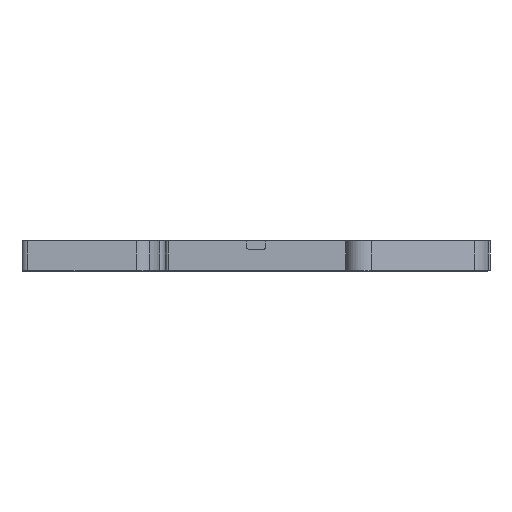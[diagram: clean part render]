
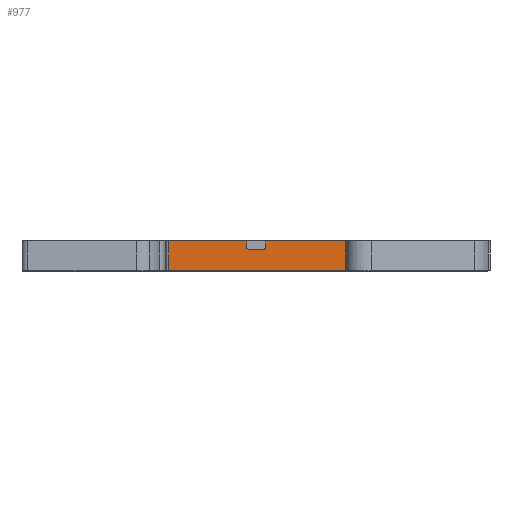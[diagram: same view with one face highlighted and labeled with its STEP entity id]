
A CAD part, front view. The second image highlights one B-rep face of the part: STEP entity #977.
In plain terms, the highlighted planar face has unit normal (0, -1, 0).
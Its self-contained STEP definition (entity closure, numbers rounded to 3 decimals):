
#23 = DIRECTION ( 'NONE',  ( -1., 0., 0. ) ) ;
#275 = EDGE_CURVE ( 'NONE', #10099, #5659, #18217, .T. ) ;
#344 = VERTEX_POINT ( 'NONE', #13646 ) ;
#864 = ORIENTED_EDGE ( 'NONE', *, *, #275, .F. ) ;
#977 = ADVANCED_FACE ( 'NONE', ( #21313 ), #8622, .F. ) ;
#1005 = VERTEX_POINT ( 'NONE', #9702 ) ;
#1017 = DIRECTION ( 'NONE',  ( 0., 0., 1. ) ) ;
#1155 = ORIENTED_EDGE ( 'NONE', *, *, #17465, .F. ) ;
#2012 = ORIENTED_EDGE ( 'NONE', *, *, #21048, .F. ) ;
#2548 = AXIS2_PLACEMENT_3D ( 'NONE', #15827, #7182, #23 ) ;
#2774 = VERTEX_POINT ( 'NONE', #13155 ) ;
#2997 = CARTESIAN_POINT ( 'NONE',  ( -14.794, 0., 0.15 ) ) ;
#3096 = CIRCLE ( 'NONE', #11820, 0.5 ) ;
#3465 = EDGE_CURVE ( 'NONE', #12228, #5598, #12512, .T. ) ;
#3652 = LINE ( 'NONE', #20713, #19693 ) ;
#3688 = ORIENTED_EDGE ( 'NONE', *, *, #3465, .F. ) ;
#3983 = DIRECTION ( 'NONE',  ( 0., 0., -1. ) ) ;
#4113 = CARTESIAN_POINT ( 'NONE',  ( -1.272, 0., 3.65 ) ) ;
#4551 = CARTESIAN_POINT ( 'NONE',  ( -1.272, 0., 3.65 ) ) ;
#5497 = CARTESIAN_POINT ( 'NONE',  ( -15.352, 0., 5.15 ) ) ;
#5598 = VERTEX_POINT ( 'NONE', #11992 ) ;
#5659 = VERTEX_POINT ( 'NONE', #15406 ) ;
#5700 = CARTESIAN_POINT ( 'NONE',  ( 0.928, 0., 4.15 ) ) ;
#5896 = EDGE_CURVE ( 'NONE', #12751, #344, #6402, .T. ) ;
#6068 = ORIENTED_EDGE ( 'NONE', *, *, #6659, .F. ) ;
#6221 = CARTESIAN_POINT ( 'NONE',  ( -1.772, 0., 4.15 ) ) ;
#6402 = LINE ( 'NONE', #16646, #15228 ) ;
#6659 = EDGE_CURVE ( 'NONE', #17477, #10401, #9653, .T. ) ;
#7182 = DIRECTION ( 'NONE',  ( 0., -1., 0. ) ) ;
#7354 = ORIENTED_EDGE ( 'NONE', *, *, #10371, .F. ) ;
#8622 = PLANE ( 'NONE',  #18687 ) ;
#9518 = DIRECTION ( 'NONE',  ( 0., 0., -1. ) ) ;
#9653 = LINE ( 'NONE', #16601, #19869 ) ;
#9702 = CARTESIAN_POINT ( 'NONE',  ( -1.772, 0., 4.15 ) ) ;
#10099 = VERTEX_POINT ( 'NONE', #4113 ) ;
#10371 = EDGE_CURVE ( 'NONE', #10401, #12228, #19006, .T. ) ;
#10401 = VERTEX_POINT ( 'NONE', #10582 ) ;
#10582 = CARTESIAN_POINT ( 'NONE',  ( 1.428, 0., 5.15 ) ) ;
#10584 = DIRECTION ( 'NONE',  ( -1., 0., 0. ) ) ;
#10588 = CARTESIAN_POINT ( 'NONE',  ( 1.428, 0., 4.15 ) ) ;
#10777 = VECTOR ( 'NONE', #10818, 1000. ) ;
#10818 = DIRECTION ( 'NONE',  ( 0., 0., -1. ) ) ;
#11240 = CARTESIAN_POINT ( 'NONE',  ( 15.352, 0., 5.15 ) ) ;
#11399 = DIRECTION ( 'NONE',  ( 0., 0., 1. ) ) ;
#11550 = ORIENTED_EDGE ( 'NONE', *, *, #20230, .F. ) ;
#11820 = AXIS2_PLACEMENT_3D ( 'NONE', #5700, #19454, #9518 ) ;
#11985 = LINE ( 'NONE', #5497, #20078 ) ;
#11992 = CARTESIAN_POINT ( 'NONE',  ( 15.352, 0., 0.15 ) ) ;
#12167 = VECTOR ( 'NONE', #19119, 1000. ) ;
#12228 = VERTEX_POINT ( 'NONE', #11240 ) ;
#12420 = DIRECTION ( 'NONE',  ( 1., 0., 0. ) ) ;
#12512 = LINE ( 'NONE', #14344, #10777 ) ;
#12751 = VERTEX_POINT ( 'NONE', #2997 ) ;
#13155 = CARTESIAN_POINT ( 'NONE',  ( -1.772, 0., 5.15 ) ) ;
#13566 = VECTOR ( 'NONE', #20024, 1000. ) ;
#13646 = CARTESIAN_POINT ( 'NONE',  ( -14.794, 0., 5.15 ) ) ;
#14221 = LINE ( 'NONE', #6221, #20165 ) ;
#14344 = CARTESIAN_POINT ( 'NONE',  ( 15.352, 0., 5.15 ) ) ;
#15228 = VECTOR ( 'NONE', #11399, 1000. ) ;
#15268 = EDGE_CURVE ( 'NONE', #5659, #17477, #3096, .T. ) ;
#15382 = EDGE_CURVE ( 'NONE', #2774, #1005, #14221, .T. ) ;
#15406 = CARTESIAN_POINT ( 'NONE',  ( 0.928, 0., 3.65 ) ) ;
#15566 = CARTESIAN_POINT ( 'NONE',  ( -15.352, 0., 5.15 ) ) ;
#15827 = CARTESIAN_POINT ( 'NONE',  ( -1.272, 0., 4.15 ) ) ;
#15974 = CIRCLE ( 'NONE', #2548, 0.5 ) ;
#16601 = CARTESIAN_POINT ( 'NONE',  ( 1.428, 0., 4.15 ) ) ;
#16646 = CARTESIAN_POINT ( 'NONE',  ( -14.794, 0., -11.906 ) ) ;
#17465 = EDGE_CURVE ( 'NONE', #1005, #10099, #15974, .T. ) ;
#17477 = VERTEX_POINT ( 'NONE', #10588 ) ;
#17533 = CARTESIAN_POINT ( 'NONE',  ( -15.352, 0., 5.15 ) ) ;
#17698 = DIRECTION ( 'NONE',  ( 0., 1., 0. ) ) ;
#17809 = DIRECTION ( 'NONE',  ( 1., 0., 0. ) ) ;
#18217 = LINE ( 'NONE', #4551, #13566 ) ;
#18687 = AXIS2_PLACEMENT_3D ( 'NONE', #15566, #17698, #17809 ) ;
#18834 = ORIENTED_EDGE ( 'NONE', *, *, #15382, .F. ) ;
#19006 = LINE ( 'NONE', #17533, #12167 ) ;
#19119 = DIRECTION ( 'NONE',  ( 1., 0., 0. ) ) ;
#19454 = DIRECTION ( 'NONE',  ( 0., -1., 0. ) ) ;
#19693 = VECTOR ( 'NONE', #10584, 1000. ) ;
#19869 = VECTOR ( 'NONE', #1017, 1000. ) ;
#20024 = DIRECTION ( 'NONE',  ( 1., 0., 0. ) ) ;
#20078 = VECTOR ( 'NONE', #12420, 1000. ) ;
#20165 = VECTOR ( 'NONE', #3983, 1000. ) ;
#20230 = EDGE_CURVE ( 'NONE', #5598, #12751, #3652, .T. ) ;
#20713 = CARTESIAN_POINT ( 'NONE',  ( -15.352, 0., 0.15 ) ) ;
#20799 = ORIENTED_EDGE ( 'NONE', *, *, #15268, .F. ) ;
#21048 = EDGE_CURVE ( 'NONE', #344, #2774, #11985, .T. ) ;
#21313 = FACE_OUTER_BOUND ( 'NONE', #22493, .T. ) ;
#21525 = ORIENTED_EDGE ( 'NONE', *, *, #5896, .F. ) ;
#22493 = EDGE_LOOP ( 'NONE', ( #2012, #21525, #11550, #3688, #7354, #6068, #20799, #864, #1155, #18834 ) ) ;
